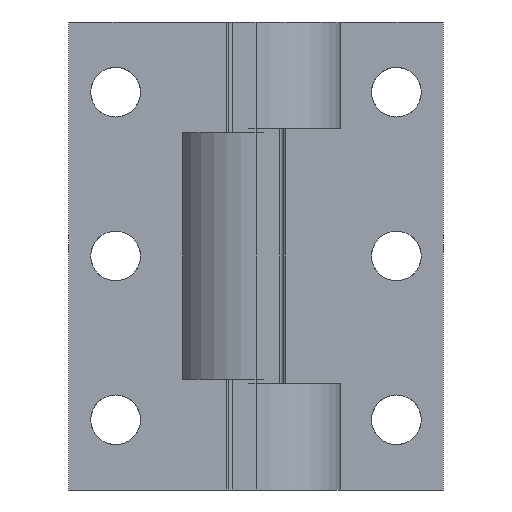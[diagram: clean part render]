
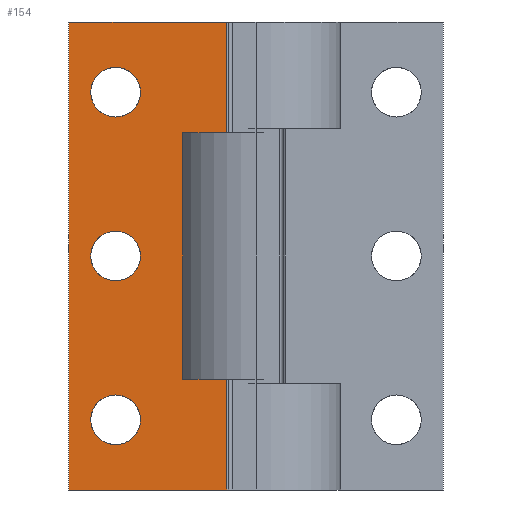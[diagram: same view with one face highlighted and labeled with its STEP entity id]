
A CAD part, front view. The second image highlights one B-rep face of the part: STEP entity #154.
In plain terms, the highlighted planar face has unit normal (0, -1, 0).
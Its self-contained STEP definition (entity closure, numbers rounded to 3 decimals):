
#154 = ADVANCED_FACE( '', ( #323, #324, #325, #326 ), #327, .F. );
#323 = FACE_BOUND( '', #527, .T. );
#324 = FACE_BOUND( '', #528, .T. );
#325 = FACE_BOUND( '', #529, .T. );
#326 = FACE_OUTER_BOUND( '', #530, .T. );
#327 = PLANE( '', #531 );
#527 = EDGE_LOOP( '', ( #798 ) );
#528 = EDGE_LOOP( '', ( #799 ) );
#529 = EDGE_LOOP( '', ( #800 ) );
#530 = EDGE_LOOP( '', ( #801, #802, #803, #804, #805, #806, #807, #808 ) );
#531 = AXIS2_PLACEMENT_3D( '', #809, #810, #811 );
#798 = ORIENTED_EDGE( '', *, *, #1226, .F. );
#799 = ORIENTED_EDGE( '', *, *, #1146, .F. );
#800 = ORIENTED_EDGE( '', *, *, #1227, .F. );
#801 = ORIENTED_EDGE( '', *, *, #1188, .F. );
#802 = ORIENTED_EDGE( '', *, *, #1228, .T. );
#803 = ORIENTED_EDGE( '', *, *, #1229, .F. );
#804 = ORIENTED_EDGE( '', *, *, #1156, .F. );
#805 = ORIENTED_EDGE( '', *, *, #1230, .T. );
#806 = ORIENTED_EDGE( '', *, *, #1231, .T. );
#807 = ORIENTED_EDGE( '', *, *, #1232, .F. );
#808 = ORIENTED_EDGE( '', *, *, #1233, .F. );
#809 = CARTESIAN_POINT( '', ( -50.8, -26.5, 63.5 ) );
#810 = DIRECTION( '', ( 0., 1., 0. ) );
#811 = DIRECTION( '', ( 0., 0., 1. ) );
#1146 = EDGE_CURVE( '', #1335, #1335, #1336, .F. );
#1156 = EDGE_CURVE( '', #1352, #1354, #1355, .T. );
#1188 = EDGE_CURVE( '', #1412, #1413, #1414, .T. );
#1226 = EDGE_CURVE( '', #1474, #1474, #1475, .F. );
#1227 = EDGE_CURVE( '', #1476, #1476, #1477, .F. );
#1228 = EDGE_CURVE( '', #1412, #1478, #1479, .T. );
#1229 = EDGE_CURVE( '', #1354, #1478, #1480, .T. );
#1230 = EDGE_CURVE( '', #1352, #1481, #1482, .T. );
#1231 = EDGE_CURVE( '', #1481, #1483, #1484, .T. );
#1232 = EDGE_CURVE( '', #1485, #1483, #1486, .T. );
#1233 = EDGE_CURVE( '', #1413, #1485, #1487, .T. );
#1335 = VERTEX_POINT( '', #1619 );
#1336 = CIRCLE( '', #1620, 6.75 );
#1352 = VERTEX_POINT( '', #1638 );
#1354 = VERTEX_POINT( '', #1641 );
#1355 = LINE( '', #1642, #1643 );
#1412 = VERTEX_POINT( '', #1727 );
#1413 = VERTEX_POINT( '', #1728 );
#1414 = LINE( '', #1729, #1730 );
#1474 = VERTEX_POINT( '', #1813 );
#1475 = CIRCLE( '', #1814, 6.75 );
#1476 = VERTEX_POINT( '', #1815 );
#1477 = CIRCLE( '', #1816, 6.75 );
#1478 = VERTEX_POINT( '', #1817 );
#1479 = LINE( '', #1818, #1819 );
#1480 = LINE( '', #1820, #1821 );
#1481 = VERTEX_POINT( '', #1822 );
#1482 = LINE( '', #1823, #1824 );
#1483 = VERTEX_POINT( '', #1825 );
#1484 = LINE( '', #1826, #1827 );
#1485 = VERTEX_POINT( '', #1828 );
#1486 = LINE( '', #1829, #1830 );
#1487 = LINE( '', #1831, #1832 );
#1619 = CARTESIAN_POINT( '', ( -38.1, -26.5, 51.2 ) );
#1620 = AXIS2_PLACEMENT_3D( '', #2031, #2032, #2033 );
#1638 = CARTESIAN_POINT( '', ( -50.8, -26.5, 63.5 ) );
#1641 = CARTESIAN_POINT( '', ( -8., -26.5, 63.5 ) );
#1642 = CARTESIAN_POINT( '', ( -50.8, -26.5, 63.5 ) );
#1643 = VECTOR( '', #2049, 1000. );
#1727 = CARTESIAN_POINT( '', ( -19.891, -26.5, 33.5 ) );
#1728 = CARTESIAN_POINT( '', ( -19.891, -26.5, -33.5 ) );
#1729 = CARTESIAN_POINT( '', ( -19.891, -26.5, 63.5 ) );
#1730 = VECTOR( '', #2092, 1000. );
#1813 = CARTESIAN_POINT( '', ( -38.1, -26.5, 6.75 ) );
#1814 = AXIS2_PLACEMENT_3D( '', #2140, #2141, #2142 );
#1815 = CARTESIAN_POINT( '', ( -38.1, -26.5, -37.7 ) );
#1816 = AXIS2_PLACEMENT_3D( '', #2143, #2144, #2145 );
#1817 = CARTESIAN_POINT( '', ( -8., -26.5, 33.5 ) );
#1818 = CARTESIAN_POINT( '', ( -50.8, -26.5, 33.5 ) );
#1819 = VECTOR( '', #2146, 1000. );
#1820 = CARTESIAN_POINT( '', ( -8., -26.5, 63.5 ) );
#1821 = VECTOR( '', #2147, 1000. );
#1822 = CARTESIAN_POINT( '', ( -50.8, -26.5, -63.5 ) );
#1823 = CARTESIAN_POINT( '', ( -50.8, -26.5, 63.5 ) );
#1824 = VECTOR( '', #2148, 1000. );
#1825 = CARTESIAN_POINT( '', ( -8., -26.5, -63.5 ) );
#1826 = CARTESIAN_POINT( '', ( -50.8, -26.5, -63.5 ) );
#1827 = VECTOR( '', #2149, 1000. );
#1828 = CARTESIAN_POINT( '', ( -8., -26.5, -33.5 ) );
#1829 = CARTESIAN_POINT( '', ( -8., -26.5, 63.5 ) );
#1830 = VECTOR( '', #2150, 1000. );
#1831 = CARTESIAN_POINT( '', ( -50.8, -26.5, -33.5 ) );
#1832 = VECTOR( '', #2151, 1000. );
#2031 = CARTESIAN_POINT( '', ( -38.1, -26.5, 44.45 ) );
#2032 = DIRECTION( '', ( 0., 1., 0. ) );
#2033 = DIRECTION( '', ( 0., 0., 1. ) );
#2049 = DIRECTION( '', ( 1., 0., 0. ) );
#2092 = DIRECTION( '', ( 0., 0., -1. ) );
#2140 = CARTESIAN_POINT( '', ( -38.1, -26.5, 0. ) );
#2141 = DIRECTION( '', ( 0., 1., 0. ) );
#2142 = DIRECTION( '', ( 0., 0., 1. ) );
#2143 = CARTESIAN_POINT( '', ( -38.1, -26.5, -44.45 ) );
#2144 = DIRECTION( '', ( 0., 1., 0. ) );
#2145 = DIRECTION( '', ( 0., 0., 1. ) );
#2146 = DIRECTION( '', ( 1., 0., 0. ) );
#2147 = DIRECTION( '', ( 0., 0., -1. ) );
#2148 = DIRECTION( '', ( 0., 0., -1. ) );
#2149 = DIRECTION( '', ( 1., 0., 0. ) );
#2150 = DIRECTION( '', ( 0., 0., -1. ) );
#2151 = DIRECTION( '', ( 1., 0., 0. ) );
